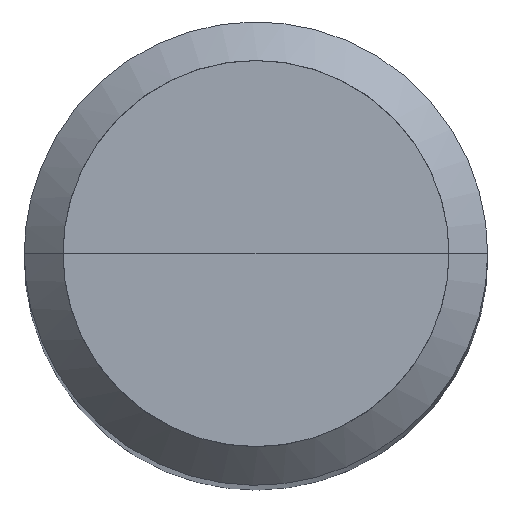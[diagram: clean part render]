
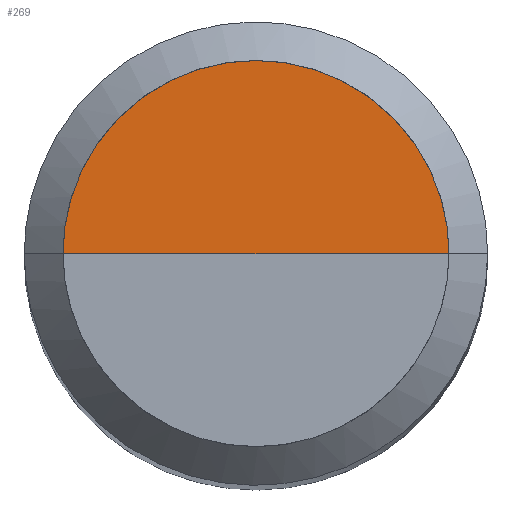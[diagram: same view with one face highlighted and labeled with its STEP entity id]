
A CAD part, top view. The second image highlights one B-rep face of the part: STEP entity #269.
In plain terms, the highlighted free-form (B-spline) face has degree [1, 2] with [2, 5] control points.
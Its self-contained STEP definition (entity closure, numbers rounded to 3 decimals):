
#91=CARTESIAN_POINT('',(2.5,0.0,35.473));
#92=CARTESIAN_POINT('',(2.5,2.5,35.473));
#93=CARTESIAN_POINT('',(0.0,2.5,35.473));
#94=CARTESIAN_POINT('',(-2.5,2.5,35.473));
#95=CARTESIAN_POINT('',(-2.5,0.0,35.473));
#96=CARTESIAN_POINT('',(0.0,0.0,35.473));
#254=(
BOUNDED_SURFACE()
B_SPLINE_SURFACE(1,2,(
(#91,#92,#93,#94,#95),
(#96,#96,#96,#96,#96)
), .UNSPECIFIED.,.F.,.F.,.F.)
B_SPLINE_SURFACE_WITH_KNOTS((2,2),(3,2,3),(
0.0,1.0),(
0.0,0.5,1.0), .UNSPECIFIED.)
GEOMETRIC_REPRESENTATION_ITEM()
RATIONAL_B_SPLINE_SURFACE(((1.0,0.707,1.0,0.707,1.0),
(1.0,0.707,1.0,0.707,1.0)
))
REPRESENTATION_ITEM('')
SURFACE()
);
#255=(
BOUNDED_CURVE()
B_SPLINE_CURVE(1,(#96,#91),.UNSPECIFIED.,.F.,.F.)
B_SPLINE_CURVE_WITH_KNOTS((2,2),
(0.0,1.0),.UNSPECIFIED.)
CURVE()
GEOMETRIC_REPRESENTATION_ITEM()
RATIONAL_B_SPLINE_CURVE((1.0,1.0))
REPRESENTATION_ITEM('')
);
#256=(
BOUNDED_CURVE()
B_SPLINE_CURVE(2,(#91,#92,#93,#94,#95),.UNSPECIFIED.,.F.,.F.)
B_SPLINE_CURVE_WITH_KNOTS((3,2,3),
(0.0,0.5,1.0),.UNSPECIFIED.)
CURVE()
GEOMETRIC_REPRESENTATION_ITEM()
RATIONAL_B_SPLINE_CURVE((1.0,0.707,1.0,0.707,1.0))
REPRESENTATION_ITEM('')
);
#257=(
BOUNDED_CURVE()
B_SPLINE_CURVE(1,(#95,#96),.UNSPECIFIED.,.F.,.F.)
B_SPLINE_CURVE_WITH_KNOTS((2,2),
(0.0,1.0),.UNSPECIFIED.)
CURVE()
GEOMETRIC_REPRESENTATION_ITEM()
RATIONAL_B_SPLINE_CURVE((1.0,1.0))
REPRESENTATION_ITEM('')
);
#258=VERTEX_POINT('',#91);
#259=VERTEX_POINT('',#95);
#260=VERTEX_POINT('',#96);
#261=EDGE_CURVE('',#260,#258,#255,.T.);
#262=EDGE_CURVE('',#258,#259,#256,.T.);
#263=EDGE_CURVE('',#259,#260,#257,.T.);
#264=ORIENTED_EDGE('',*,*,#261,.T.);
#265=ORIENTED_EDGE('',*,*,#262,.T.);
#266=ORIENTED_EDGE('',*,*,#263,.T.);
#267=EDGE_LOOP('',(#264,#265,#266));
#268=FACE_OUTER_BOUND('',#267,.T.);
#269=ADVANCED_FACE('',(#268),#254,.T.);
